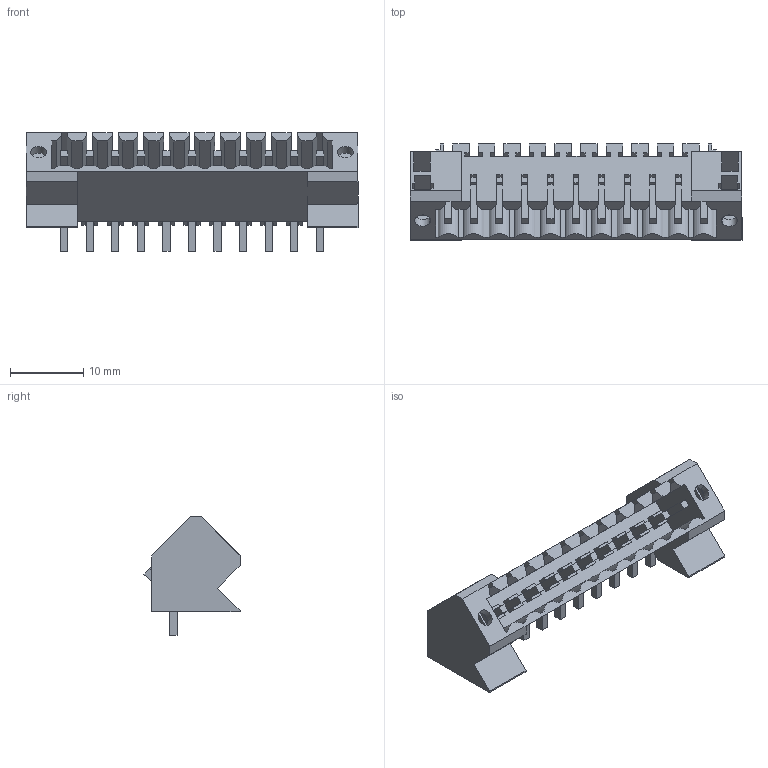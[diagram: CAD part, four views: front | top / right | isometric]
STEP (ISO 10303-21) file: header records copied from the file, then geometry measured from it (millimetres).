
FILE_DESCRIPTION(('CATIA V5 STEP Exchange','CAx-IF Rec.Pracs.--- Model Styling and Organization---1.2---2011-12-15'),'2;1');
FILE_NAME ('D1446369_0_1003600000_1003600000.stp','2018-03-23T12:20:08+00:00',('none'),('Weidmueller'),'CATIA Version 5-6 Release 2014','CATIA V5 STEP AP214','none');
FILE_SCHEMA(('AUTOMOTIVE_DESIGN { 1 0 10303 214 1 1 1 1 }'));
Length unit declared in the file: millimetre
Products named in the file (1): 1003600000
Bounding box: 45.45 x 13.15 x 16.23 mm (x, y, z)
Volume: 2053.4 mm3; surface area: 4841.1 mm2
Topology: 12 solids, 12 shells, 648 faces, 1945 edges, 1326 vertices
Faces by surface type: plane 633, cylinder 15
Entity records: 19957 total; most frequent: ORIENTED_EDGE 3890, CARTESIAN_POINT 3622, DIRECTION 2565, EDGE_CURVE 1945, VECTOR 1911, LINE 1911, VERTEX_POINT 1326, EDGE_LOOP 691
